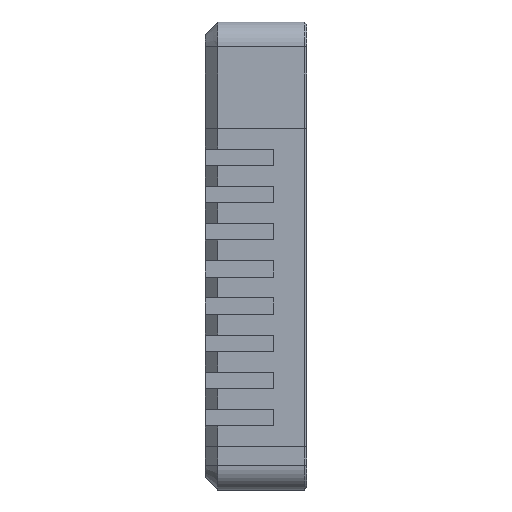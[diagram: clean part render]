
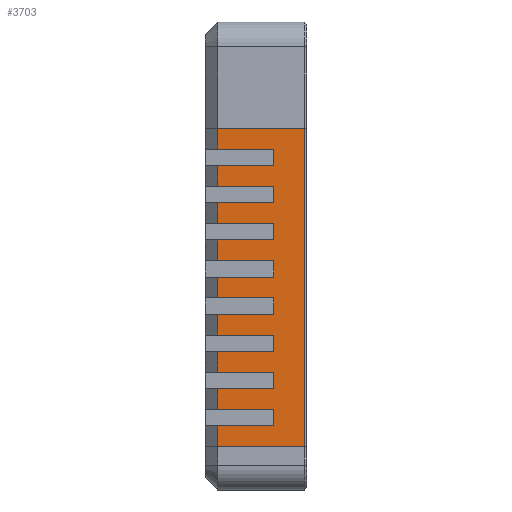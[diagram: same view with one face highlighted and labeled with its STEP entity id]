
A CAD part, left-side view. The second image highlights one B-rep face of the part: STEP entity #3703.
In plain terms, the highlighted planar face has unit normal (-1, 0, 0).
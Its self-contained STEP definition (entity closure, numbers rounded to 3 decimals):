
#239=FACE_OUTER_BOUND('',#453,.T.);
#453=EDGE_LOOP('',(#2686,#2687,#2688,#2689,#2690,#2691,#2692,#2693,#2694,
#2695,#2696,#2697,#2698,#2699,#2700,#2701,#2702,#2703,#2704,#2705,#2706,
#2707,#2708,#2709,#2710,#2711,#2712,#2713,#2714,#2715,#2716,#2717,#2718,
#2719,#2720,#2721));
#659=LINE('',#5325,#1113);
#691=LINE('',#5402,#1145);
#700=LINE('',#5445,#1154);
#761=LINE('',#5574,#1215);
#762=LINE('',#5577,#1216);
#763=LINE('',#5579,#1217);
#764=LINE('',#5581,#1218);
#765=LINE('',#5583,#1219);
#766=LINE('',#5585,#1220);
#767=LINE('',#5587,#1221);
#768=LINE('',#5589,#1222);
#769=LINE('',#5591,#1223);
#770=LINE('',#5593,#1224);
#771=LINE('',#5595,#1225);
#772=LINE('',#5597,#1226);
#773=LINE('',#5599,#1227);
#774=LINE('',#5601,#1228);
#775=LINE('',#5603,#1229);
#776=LINE('',#5605,#1230);
#777=LINE('',#5607,#1231);
#778=LINE('',#5609,#1232);
#779=LINE('',#5611,#1233);
#780=LINE('',#5613,#1234);
#781=LINE('',#5615,#1235);
#782=LINE('',#5617,#1236);
#783=LINE('',#5619,#1237);
#784=LINE('',#5621,#1238);
#785=LINE('',#5623,#1239);
#786=LINE('',#5625,#1240);
#787=LINE('',#5627,#1241);
#788=LINE('',#5629,#1242);
#789=LINE('',#5631,#1243);
#790=LINE('',#5633,#1244);
#791=LINE('',#5635,#1245);
#792=LINE('',#5637,#1246);
#793=LINE('',#5638,#1247);
#1113=VECTOR('',#4271,10.);
#1145=VECTOR('',#4345,10.);
#1154=VECTOR('',#4382,10.);
#1215=VECTOR('',#4481,10.);
#1216=VECTOR('',#4484,10.);
#1217=VECTOR('',#4485,10.);
#1218=VECTOR('',#4486,10.);
#1219=VECTOR('',#4487,10.);
#1220=VECTOR('',#4488,10.);
#1221=VECTOR('',#4489,10.);
#1222=VECTOR('',#4490,10.);
#1223=VECTOR('',#4491,10.);
#1224=VECTOR('',#4492,10.);
#1225=VECTOR('',#4493,10.);
#1226=VECTOR('',#4494,10.);
#1227=VECTOR('',#4495,10.);
#1228=VECTOR('',#4496,10.);
#1229=VECTOR('',#4497,10.);
#1230=VECTOR('',#4498,10.);
#1231=VECTOR('',#4499,10.);
#1232=VECTOR('',#4500,10.);
#1233=VECTOR('',#4501,10.);
#1234=VECTOR('',#4502,10.);
#1235=VECTOR('',#4503,10.);
#1236=VECTOR('',#4504,10.);
#1237=VECTOR('',#4505,10.);
#1238=VECTOR('',#4506,10.);
#1239=VECTOR('',#4507,10.);
#1240=VECTOR('',#4508,10.);
#1241=VECTOR('',#4509,10.);
#1242=VECTOR('',#4510,10.);
#1243=VECTOR('',#4511,10.);
#1244=VECTOR('',#4512,10.);
#1245=VECTOR('',#4513,10.);
#1246=VECTOR('',#4514,10.);
#1247=VECTOR('',#4515,10.);
#1532=VERTEX_POINT('',#5224);
#1566=VERTEX_POINT('',#5323);
#1590=VERTEX_POINT('',#5401);
#1607=VERTEX_POINT('',#5438);
#1610=VERTEX_POINT('',#5443);
#1660=VERTEX_POINT('',#5576);
#1661=VERTEX_POINT('',#5578);
#1662=VERTEX_POINT('',#5580);
#1663=VERTEX_POINT('',#5582);
#1664=VERTEX_POINT('',#5584);
#1665=VERTEX_POINT('',#5586);
#1666=VERTEX_POINT('',#5588);
#1667=VERTEX_POINT('',#5590);
#1668=VERTEX_POINT('',#5592);
#1669=VERTEX_POINT('',#5594);
#1670=VERTEX_POINT('',#5596);
#1671=VERTEX_POINT('',#5598);
#1672=VERTEX_POINT('',#5600);
#1673=VERTEX_POINT('',#5602);
#1674=VERTEX_POINT('',#5604);
#1675=VERTEX_POINT('',#5606);
#1676=VERTEX_POINT('',#5608);
#1677=VERTEX_POINT('',#5610);
#1678=VERTEX_POINT('',#5612);
#1679=VERTEX_POINT('',#5614);
#1680=VERTEX_POINT('',#5616);
#1681=VERTEX_POINT('',#5618);
#1682=VERTEX_POINT('',#5620);
#1683=VERTEX_POINT('',#5622);
#1684=VERTEX_POINT('',#5624);
#1685=VERTEX_POINT('',#5626);
#1686=VERTEX_POINT('',#5628);
#1687=VERTEX_POINT('',#5630);
#1688=VERTEX_POINT('',#5632);
#1689=VERTEX_POINT('',#5634);
#1690=VERTEX_POINT('',#5636);
#1924=EDGE_CURVE('',#1566,#1532,#659,.T.);
#1963=EDGE_CURVE('',#1532,#1590,#691,.T.);
#1984=EDGE_CURVE('',#1610,#1607,#700,.T.);
#2049=EDGE_CURVE('',#1566,#1607,#761,.T.);
#2050=EDGE_CURVE('',#1660,#1610,#762,.T.);
#2051=EDGE_CURVE('',#1661,#1660,#763,.T.);
#2052=EDGE_CURVE('',#1661,#1662,#764,.T.);
#2053=EDGE_CURVE('',#1663,#1662,#765,.T.);
#2054=EDGE_CURVE('',#1664,#1663,#766,.T.);
#2055=EDGE_CURVE('',#1665,#1664,#767,.T.);
#2056=EDGE_CURVE('',#1665,#1666,#768,.T.);
#2057=EDGE_CURVE('',#1667,#1666,#769,.T.);
#2058=EDGE_CURVE('',#1668,#1667,#770,.T.);
#2059=EDGE_CURVE('',#1669,#1668,#771,.T.);
#2060=EDGE_CURVE('',#1669,#1670,#772,.T.);
#2061=EDGE_CURVE('',#1671,#1670,#773,.T.);
#2062=EDGE_CURVE('',#1672,#1671,#774,.T.);
#2063=EDGE_CURVE('',#1673,#1672,#775,.T.);
#2064=EDGE_CURVE('',#1673,#1674,#776,.T.);
#2065=EDGE_CURVE('',#1675,#1674,#777,.T.);
#2066=EDGE_CURVE('',#1676,#1675,#778,.T.);
#2067=EDGE_CURVE('',#1677,#1676,#779,.T.);
#2068=EDGE_CURVE('',#1677,#1678,#780,.T.);
#2069=EDGE_CURVE('',#1679,#1678,#781,.T.);
#2070=EDGE_CURVE('',#1680,#1679,#782,.T.);
#2071=EDGE_CURVE('',#1681,#1680,#783,.T.);
#2072=EDGE_CURVE('',#1681,#1682,#784,.T.);
#2073=EDGE_CURVE('',#1683,#1682,#785,.T.);
#2074=EDGE_CURVE('',#1684,#1683,#786,.T.);
#2075=EDGE_CURVE('',#1685,#1684,#787,.T.);
#2076=EDGE_CURVE('',#1685,#1686,#788,.T.);
#2077=EDGE_CURVE('',#1687,#1686,#789,.T.);
#2078=EDGE_CURVE('',#1688,#1687,#790,.T.);
#2079=EDGE_CURVE('',#1689,#1688,#791,.T.);
#2080=EDGE_CURVE('',#1689,#1690,#792,.T.);
#2081=EDGE_CURVE('',#1590,#1690,#793,.T.);
#2686=ORIENTED_EDGE('',*,*,#1924,.F.);
#2687=ORIENTED_EDGE('',*,*,#2049,.T.);
#2688=ORIENTED_EDGE('',*,*,#1984,.F.);
#2689=ORIENTED_EDGE('',*,*,#2050,.F.);
#2690=ORIENTED_EDGE('',*,*,#2051,.F.);
#2691=ORIENTED_EDGE('',*,*,#2052,.T.);
#2692=ORIENTED_EDGE('',*,*,#2053,.F.);
#2693=ORIENTED_EDGE('',*,*,#2054,.F.);
#2694=ORIENTED_EDGE('',*,*,#2055,.F.);
#2695=ORIENTED_EDGE('',*,*,#2056,.T.);
#2696=ORIENTED_EDGE('',*,*,#2057,.F.);
#2697=ORIENTED_EDGE('',*,*,#2058,.F.);
#2698=ORIENTED_EDGE('',*,*,#2059,.F.);
#2699=ORIENTED_EDGE('',*,*,#2060,.T.);
#2700=ORIENTED_EDGE('',*,*,#2061,.F.);
#2701=ORIENTED_EDGE('',*,*,#2062,.F.);
#2702=ORIENTED_EDGE('',*,*,#2063,.F.);
#2703=ORIENTED_EDGE('',*,*,#2064,.T.);
#2704=ORIENTED_EDGE('',*,*,#2065,.F.);
#2705=ORIENTED_EDGE('',*,*,#2066,.F.);
#2706=ORIENTED_EDGE('',*,*,#2067,.F.);
#2707=ORIENTED_EDGE('',*,*,#2068,.T.);
#2708=ORIENTED_EDGE('',*,*,#2069,.F.);
#2709=ORIENTED_EDGE('',*,*,#2070,.F.);
#2710=ORIENTED_EDGE('',*,*,#2071,.F.);
#2711=ORIENTED_EDGE('',*,*,#2072,.T.);
#2712=ORIENTED_EDGE('',*,*,#2073,.F.);
#2713=ORIENTED_EDGE('',*,*,#2074,.F.);
#2714=ORIENTED_EDGE('',*,*,#2075,.F.);
#2715=ORIENTED_EDGE('',*,*,#2076,.T.);
#2716=ORIENTED_EDGE('',*,*,#2077,.F.);
#2717=ORIENTED_EDGE('',*,*,#2078,.F.);
#2718=ORIENTED_EDGE('',*,*,#2079,.F.);
#2719=ORIENTED_EDGE('',*,*,#2080,.T.);
#2720=ORIENTED_EDGE('',*,*,#2081,.F.);
#2721=ORIENTED_EDGE('',*,*,#1963,.F.);
#3543=PLANE('',#3959);
#3703=ADVANCED_FACE('',(#239),#3543,.T.);
#3959=AXIS2_PLACEMENT_3D('',#5575,#4482,#4483);
#4271=DIRECTION('',(0.,0.,-1.));
#4345=DIRECTION('',(0.,1.,0.));
#4382=DIRECTION('',(0.,0.,1.));
#4481=DIRECTION('',(0.,1.,0.));
#4482=DIRECTION('center_axis',(-1.,0.,0.));
#4483=DIRECTION('ref_axis',(0.,0.,1.));
#4484=DIRECTION('',(0.,1.,0.));
#4485=DIRECTION('',(0.,0.,1.));
#4486=DIRECTION('',(0.,1.,0.));
#4487=DIRECTION('',(0.,0.,1.));
#4488=DIRECTION('',(0.,1.,0.));
#4489=DIRECTION('',(0.,0.,1.));
#4490=DIRECTION('',(0.,1.,0.));
#4491=DIRECTION('',(0.,0.,1.));
#4492=DIRECTION('',(0.,1.,0.));
#4493=DIRECTION('',(0.,0.,1.));
#4494=DIRECTION('',(0.,1.,0.));
#4495=DIRECTION('',(0.,0.,1.));
#4496=DIRECTION('',(0.,1.,0.));
#4497=DIRECTION('',(0.,0.,1.));
#4498=DIRECTION('',(0.,1.,0.));
#4499=DIRECTION('',(0.,0.,1.));
#4500=DIRECTION('',(0.,1.,0.));
#4501=DIRECTION('',(0.,0.,1.));
#4502=DIRECTION('',(0.,1.,0.));
#4503=DIRECTION('',(0.,0.,1.));
#4504=DIRECTION('',(0.,1.,0.));
#4505=DIRECTION('',(0.,0.,1.));
#4506=DIRECTION('',(0.,1.,0.));
#4507=DIRECTION('',(0.,0.,1.));
#4508=DIRECTION('',(0.,1.,0.));
#4509=DIRECTION('',(0.,0.,1.));
#4510=DIRECTION('',(0.,1.,0.));
#4511=DIRECTION('',(0.,0.,1.));
#4512=DIRECTION('',(0.,1.,0.));
#4513=DIRECTION('',(0.,0.,1.));
#4514=DIRECTION('',(0.,1.,0.));
#4515=DIRECTION('',(0.,0.,1.));
#5224=CARTESIAN_POINT('',(-315.,-14.58,0.));
#5323=CARTESIAN_POINT('',(-315.,-14.58,77.));
#5325=CARTESIAN_POINT('',(-315.,-14.58,23.063));
#5401=CARTESIAN_POINT('',(-315.,6.5,0.));
#5402=CARTESIAN_POINT('',(-315.,-15.08,0.));
#5438=CARTESIAN_POINT('',(-315.,6.5,77.));
#5443=CARTESIAN_POINT('',(-315.,6.5,72.));
#5445=CARTESIAN_POINT('',(-315.,6.5,23.063));
#5574=CARTESIAN_POINT('',(-315.,-15.08,77.));
#5575=CARTESIAN_POINT('Origin',(-315.,-15.08,0.));
#5576=CARTESIAN_POINT('',(-315.,-7.08,72.));
#5577=CARTESIAN_POINT('',(-315.,-15.08,72.));
#5578=CARTESIAN_POINT('',(-315.,-7.08,68.));
#5579=CARTESIAN_POINT('',(-315.,-7.08,77.));
#5580=CARTESIAN_POINT('',(-315.,6.5,68.));
#5581=CARTESIAN_POINT('',(-315.,-15.08,68.));
#5582=CARTESIAN_POINT('',(-315.,6.5,63.));
#5583=CARTESIAN_POINT('',(-315.,6.5,23.063));
#5584=CARTESIAN_POINT('',(-315.,-7.08,63.));
#5585=CARTESIAN_POINT('',(-315.,-15.08,63.));
#5586=CARTESIAN_POINT('',(-315.,-7.08,59.));
#5587=CARTESIAN_POINT('',(-315.,-7.08,77.));
#5588=CARTESIAN_POINT('',(-315.,6.5,59.));
#5589=CARTESIAN_POINT('',(-315.,-15.08,59.));
#5590=CARTESIAN_POINT('',(-315.,6.5,54.));
#5591=CARTESIAN_POINT('',(-315.,6.5,23.063));
#5592=CARTESIAN_POINT('',(-315.,-7.08,54.));
#5593=CARTESIAN_POINT('',(-315.,-15.08,54.));
#5594=CARTESIAN_POINT('',(-315.,-7.08,50.));
#5595=CARTESIAN_POINT('',(-315.,-7.08,77.));
#5596=CARTESIAN_POINT('',(-315.,6.5,50.));
#5597=CARTESIAN_POINT('',(-315.,-15.08,50.));
#5598=CARTESIAN_POINT('',(-315.,6.5,45.));
#5599=CARTESIAN_POINT('',(-315.,6.5,23.063));
#5600=CARTESIAN_POINT('',(-315.,-7.08,45.));
#5601=CARTESIAN_POINT('',(-315.,-15.08,45.));
#5602=CARTESIAN_POINT('',(-315.,-7.08,41.));
#5603=CARTESIAN_POINT('',(-315.,-7.08,77.));
#5604=CARTESIAN_POINT('',(-315.,6.5,41.));
#5605=CARTESIAN_POINT('',(-315.,-15.08,41.));
#5606=CARTESIAN_POINT('',(-315.,6.5,36.));
#5607=CARTESIAN_POINT('',(-315.,6.5,23.063));
#5608=CARTESIAN_POINT('',(-315.,-7.08,36.));
#5609=CARTESIAN_POINT('',(-315.,-15.08,36.));
#5610=CARTESIAN_POINT('',(-315.,-7.08,32.));
#5611=CARTESIAN_POINT('',(-315.,-7.08,77.));
#5612=CARTESIAN_POINT('',(-315.,6.5,32.));
#5613=CARTESIAN_POINT('',(-315.,-15.08,32.));
#5614=CARTESIAN_POINT('',(-315.,6.5,27.));
#5615=CARTESIAN_POINT('',(-315.,6.5,23.063));
#5616=CARTESIAN_POINT('',(-315.,-7.08,27.));
#5617=CARTESIAN_POINT('',(-315.,-15.08,27.));
#5618=CARTESIAN_POINT('',(-315.,-7.08,23.));
#5619=CARTESIAN_POINT('',(-315.,-7.08,77.));
#5620=CARTESIAN_POINT('',(-315.,6.5,23.));
#5621=CARTESIAN_POINT('',(-315.,-15.08,23.));
#5622=CARTESIAN_POINT('',(-315.,6.5,18.));
#5623=CARTESIAN_POINT('',(-315.,6.5,23.063));
#5624=CARTESIAN_POINT('',(-315.,-7.08,18.));
#5625=CARTESIAN_POINT('',(-315.,-15.08,18.));
#5626=CARTESIAN_POINT('',(-315.,-7.08,14.));
#5627=CARTESIAN_POINT('',(-315.,-7.08,77.));
#5628=CARTESIAN_POINT('',(-315.,6.5,14.));
#5629=CARTESIAN_POINT('',(-315.,-15.08,14.));
#5630=CARTESIAN_POINT('',(-315.,6.5,9.));
#5631=CARTESIAN_POINT('',(-315.,6.5,23.063));
#5632=CARTESIAN_POINT('',(-315.,-7.08,9.));
#5633=CARTESIAN_POINT('',(-315.,-15.08,9.));
#5634=CARTESIAN_POINT('',(-315.,-7.08,5.));
#5635=CARTESIAN_POINT('',(-315.,-7.08,77.));
#5636=CARTESIAN_POINT('',(-315.,6.5,5.));
#5637=CARTESIAN_POINT('',(-315.,-15.08,5.));
#5638=CARTESIAN_POINT('',(-315.,6.5,23.063));
